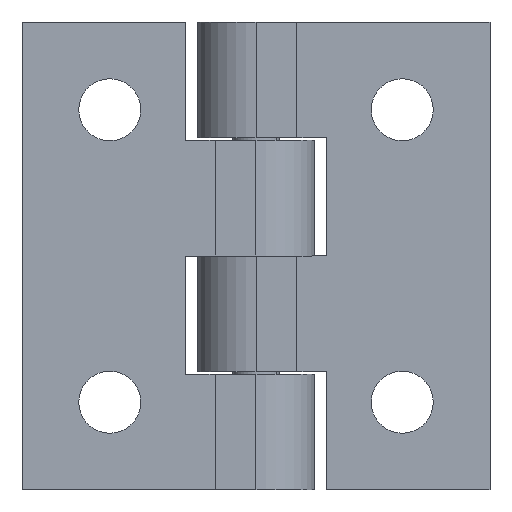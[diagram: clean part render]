
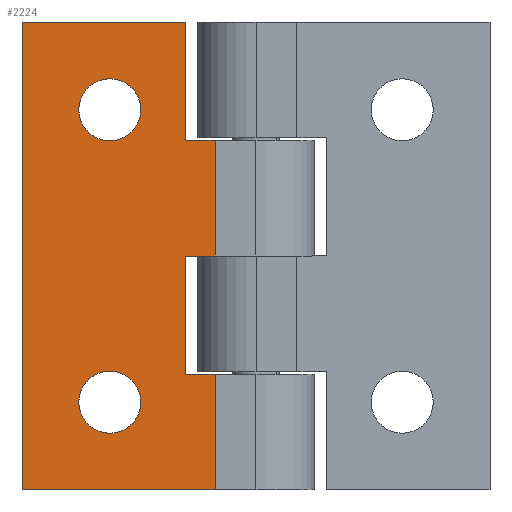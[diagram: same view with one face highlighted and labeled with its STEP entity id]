
A CAD part, front view. The second image highlights one B-rep face of the part: STEP entity #2224.
In plain terms, the highlighted planar face has unit normal (0, -1, 0).
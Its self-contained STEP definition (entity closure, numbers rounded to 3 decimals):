
#6 = CIRCLE ( 'NONE', #431, 2.65 ) ;
#41 = CARTESIAN_POINT ( 'NONE',  ( -12.5, -5., 12.5 ) ) ;
#54 = CARTESIAN_POINT ( 'NONE',  ( -12.5, -5., -12.5 ) ) ;
#84 = ORIENTED_EDGE ( 'NONE', *, *, #116, .T. ) ;
#103 = LINE ( 'NONE', #2845, #2081 ) ;
#113 = EDGE_CURVE ( 'NONE', #1537, #2625, #103, .T. ) ;
#116 = EDGE_CURVE ( 'NONE', #699, #2746, #767, .T. ) ;
#121 = EDGE_CURVE ( 'NONE', #2705, #2928, #1396, .T. ) ;
#126 = DIRECTION ( 'NONE',  ( -1., 0., 0. ) ) ;
#127 = EDGE_CURVE ( 'NONE', #1420, #3331, #6, .T. ) ;
#136 = VERTEX_POINT ( 'NONE', #3119 ) ;
#137 = EDGE_CURVE ( 'NONE', #2316, #136, #1304, .T. ) ;
#145 = EDGE_CURVE ( 'NONE', #391, #360, #2007, .T. ) ;
#146 = EDGE_LOOP ( 'NONE', ( #856, #1516 ) ) ;
#153 = EDGE_CURVE ( 'NONE', #699, #391, #1917, .T. ) ;
#158 = EDGE_CURVE ( 'NONE', #2746, #2625, #2589, .T. ) ;
#160 = EDGE_CURVE ( 'NONE', #694, #2464, #2671, .T. ) ;
#210 = DIRECTION ( 'NONE',  ( 0., 0., 1. ) ) ;
#237 = LINE ( 'NONE', #1267, #2221 ) ;
#248 = CIRCLE ( 'NONE', #2795, 2.65 ) ;
#305 = DIRECTION ( 'NONE',  ( 0., 0., 1. ) ) ;
#312 = DIRECTION ( 'NONE',  ( 0., 0., -1. ) ) ;
#314 = CARTESIAN_POINT ( 'NONE',  ( -6., -5., -10.1 ) ) ;
#359 = CIRCLE ( 'NONE', #1443, 2.65 ) ;
#360 = VERTEX_POINT ( 'NONE', #1289 ) ;
#369 = DIRECTION ( 'NONE',  ( 0., 0., 1. ) ) ;
#381 = CARTESIAN_POINT ( 'NONE',  ( -20., -5., -20. ) ) ;
#391 = VERTEX_POINT ( 'NONE', #511 ) ;
#431 = AXIS2_PLACEMENT_3D ( 'NONE', #41, #1845, #305 ) ;
#447 = AXIS2_PLACEMENT_3D ( 'NONE', #2279, #1348, #2857 ) ;
#484 = EDGE_CURVE ( 'NONE', #2928, #2705, #248, .T. ) ;
#511 = CARTESIAN_POINT ( 'NONE',  ( -6., -5., 20. ) ) ;
#520 = VECTOR ( 'NONE', #126, 1000. ) ;
#538 = DIRECTION ( 'NONE',  ( 0., 0., -1. ) ) ;
#544 = DIRECTION ( 'NONE',  ( 0., 0., -1. ) ) ;
#558 = DIRECTION ( 'NONE',  ( 0., 0., -1. ) ) ;
#611 = VECTOR ( 'NONE', #544, 1000. ) ;
#627 = CARTESIAN_POINT ( 'NONE',  ( -6., -5., 0. ) ) ;
#661 = ORIENTED_EDGE ( 'NONE', *, *, #160, .F. ) ;
#694 = VERTEX_POINT ( 'NONE', #627 ) ;
#698 = VECTOR ( 'NONE', #1839, 1000. ) ;
#699 = VERTEX_POINT ( 'NONE', #3215 ) ;
#706 = ORIENTED_EDGE ( 'NONE', *, *, #158, .T. ) ;
#767 = LINE ( 'NONE', #2101, #698 ) ;
#775 = ORIENTED_EDGE ( 'NONE', *, *, #1664, .F. ) ;
#856 = ORIENTED_EDGE ( 'NONE', *, *, #484, .F. ) ;
#901 = ORIENTED_EDGE ( 'NONE', *, *, #127, .T. ) ;
#1028 = CARTESIAN_POINT ( 'NONE',  ( -6., -5., -10.1 ) ) ;
#1070 = VECTOR ( 'NONE', #2264, 1000. ) ;
#1226 = VECTOR ( 'NONE', #3125, 1000. ) ;
#1261 = ORIENTED_EDGE ( 'NONE', *, *, #145, .F. ) ;
#1267 = CARTESIAN_POINT ( 'NONE',  ( 5.715, -5., -10.1 ) ) ;
#1273 = EDGE_LOOP ( 'NONE', ( #901, #2280 ) ) ;
#1289 = CARTESIAN_POINT ( 'NONE',  ( -6., -5., 9.9 ) ) ;
#1304 = LINE ( 'NONE', #1598, #611 ) ;
#1330 = FACE_OUTER_BOUND ( 'NONE', #2363, .T. ) ;
#1348 = DIRECTION ( 'NONE',  ( 0., -1., 0. ) ) ;
#1396 = CIRCLE ( 'NONE', #447, 2.65 ) ;
#1411 = CARTESIAN_POINT ( 'NONE',  ( 5.715, -5., 0. ) ) ;
#1420 = VERTEX_POINT ( 'NONE', #3117 ) ;
#1421 = FACE_BOUND ( 'NONE', #1273, .T. ) ;
#1443 = AXIS2_PLACEMENT_3D ( 'NONE', #3296, #1755, #210 ) ;
#1516 = ORIENTED_EDGE ( 'NONE', *, *, #121, .F. ) ;
#1537 = VERTEX_POINT ( 'NONE', #2678 ) ;
#1598 = CARTESIAN_POINT ( 'NONE',  ( -3.5, -5., 20. ) ) ;
#1600 = CARTESIAN_POINT ( 'NONE',  ( -20., -5., 20. ) ) ;
#1607 = DIRECTION ( 'NONE',  ( 1., 0., 0. ) ) ;
#1639 = CARTESIAN_POINT ( 'NONE',  ( -3.5, -5., -20. ) ) ;
#1664 = EDGE_CURVE ( 'NONE', #136, #694, #3189, .T. ) ;
#1739 = ORIENTED_EDGE ( 'NONE', *, *, #3276, .F. ) ;
#1755 = DIRECTION ( 'NONE',  ( 0., 1., 0. ) ) ;
#1767 = LINE ( 'NONE', #2507, #1070 ) ;
#1839 = DIRECTION ( 'NONE',  ( 0., 0., -1. ) ) ;
#1845 = DIRECTION ( 'NONE',  ( 0., 1., 0. ) ) ;
#1853 = DIRECTION ( 'NONE',  ( 0., -1., 0. ) ) ;
#1917 = LINE ( 'NONE', #1600, #1226 ) ;
#1919 = CARTESIAN_POINT ( 'NONE',  ( -12.5, -5., -9.85 ) ) ;
#2007 = LINE ( 'NONE', #2114, #2749 ) ;
#2081 = VECTOR ( 'NONE', #538, 1000. ) ;
#2101 = CARTESIAN_POINT ( 'NONE',  ( -20., -5., 20. ) ) ;
#2114 = CARTESIAN_POINT ( 'NONE',  ( -6., -5., 9.9 ) ) ;
#2221 = VECTOR ( 'NONE', #2798, 1000. ) ;
#2224 = ADVANCED_FACE ( 'NONE', ( #2699, #1421, #1330 ), #3193, .F. ) ;
#2238 = CARTESIAN_POINT ( 'NONE',  ( -12.5, -5., -15.15 ) ) ;
#2264 = DIRECTION ( 'NONE',  ( 1., 0., 0. ) ) ;
#2279 = CARTESIAN_POINT ( 'NONE',  ( -12.5, -5., -12.5 ) ) ;
#2280 = ORIENTED_EDGE ( 'NONE', *, *, #3004, .T. ) ;
#2316 = VERTEX_POINT ( 'NONE', #2727 ) ;
#2363 = EDGE_LOOP ( 'NONE', ( #3240, #3333, #1261, #2902, #84, #706, #3153, #1739, #661, #775 ) ) ;
#2367 = DIRECTION ( 'NONE',  ( 0., 0., -1. ) ) ;
#2421 = CARTESIAN_POINT ( 'NONE',  ( -20., -5., 20. ) ) ;
#2464 = VERTEX_POINT ( 'NONE', #1028 ) ;
#2507 = CARTESIAN_POINT ( 'NONE',  ( 5.715, -5., 9.9 ) ) ;
#2516 = VECTOR ( 'NONE', #558, 1000. ) ;
#2576 = CARTESIAN_POINT ( 'NONE',  ( -12.5, -5., 9.85 ) ) ;
#2589 = LINE ( 'NONE', #2869, #3287 ) ;
#2625 = VERTEX_POINT ( 'NONE', #1639 ) ;
#2660 = DIRECTION ( 'NONE',  ( 0., 1., 0. ) ) ;
#2671 = LINE ( 'NONE', #314, #2516 ) ;
#2678 = CARTESIAN_POINT ( 'NONE',  ( -3.5, -5., -10.1 ) ) ;
#2699 = FACE_BOUND ( 'NONE', #146, .T. ) ;
#2705 = VERTEX_POINT ( 'NONE', #1919 ) ;
#2727 = CARTESIAN_POINT ( 'NONE',  ( -3.5, -5., 9.9 ) ) ;
#2746 = VERTEX_POINT ( 'NONE', #381 ) ;
#2749 = VECTOR ( 'NONE', #2367, 1000. ) ;
#2795 = AXIS2_PLACEMENT_3D ( 'NONE', #54, #1853, #312 ) ;
#2798 = DIRECTION ( 'NONE',  ( 1., 0., 0. ) ) ;
#2845 = CARTESIAN_POINT ( 'NONE',  ( -3.5, -5., 20. ) ) ;
#2857 = DIRECTION ( 'NONE',  ( 0., 0., -1. ) ) ;
#2869 = CARTESIAN_POINT ( 'NONE',  ( -20., -5., -20. ) ) ;
#2902 = ORIENTED_EDGE ( 'NONE', *, *, #153, .F. ) ;
#2928 = VERTEX_POINT ( 'NONE', #2238 ) ;
#2962 = AXIS2_PLACEMENT_3D ( 'NONE', #2421, #2660, #369 ) ;
#3004 = EDGE_CURVE ( 'NONE', #3331, #1420, #359, .T. ) ;
#3117 = CARTESIAN_POINT ( 'NONE',  ( -12.5, -5., 15.15 ) ) ;
#3119 = CARTESIAN_POINT ( 'NONE',  ( -3.5, -5., 0. ) ) ;
#3125 = DIRECTION ( 'NONE',  ( 1., 0., 0. ) ) ;
#3153 = ORIENTED_EDGE ( 'NONE', *, *, #113, .F. ) ;
#3179 = EDGE_CURVE ( 'NONE', #360, #2316, #1767, .T. ) ;
#3189 = LINE ( 'NONE', #1411, #520 ) ;
#3193 = PLANE ( 'NONE',  #2962 ) ;
#3215 = CARTESIAN_POINT ( 'NONE',  ( -20., -5., 20. ) ) ;
#3240 = ORIENTED_EDGE ( 'NONE', *, *, #137, .F. ) ;
#3276 = EDGE_CURVE ( 'NONE', #2464, #1537, #237, .T. ) ;
#3287 = VECTOR ( 'NONE', #1607, 1000. ) ;
#3296 = CARTESIAN_POINT ( 'NONE',  ( -12.5, -5., 12.5 ) ) ;
#3331 = VERTEX_POINT ( 'NONE', #2576 ) ;
#3333 = ORIENTED_EDGE ( 'NONE', *, *, #3179, .F. ) ;
